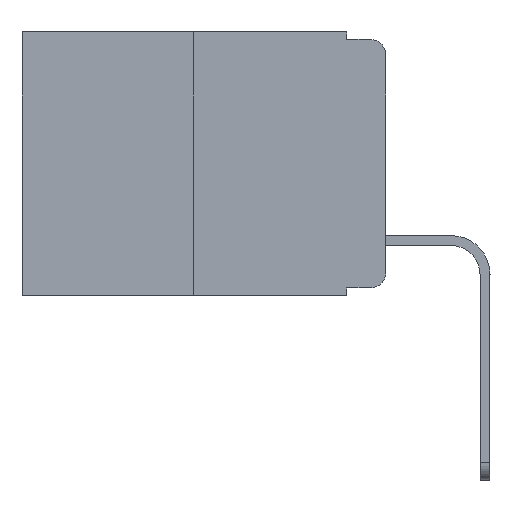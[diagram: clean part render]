
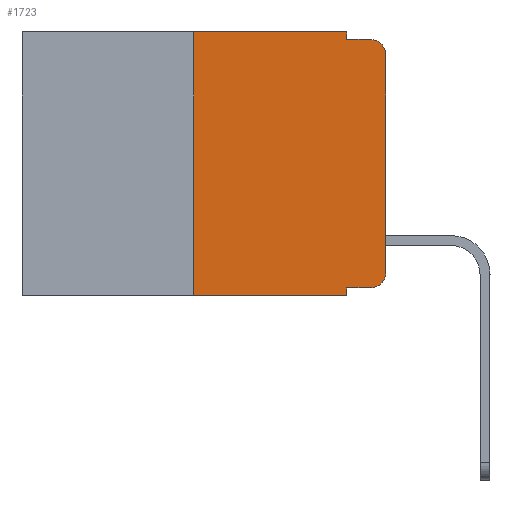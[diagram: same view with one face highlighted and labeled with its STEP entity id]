
A CAD part, left-side view. The second image highlights one B-rep face of the part: STEP entity #1723.
In plain terms, the highlighted planar face has unit normal (-1, 0, 0).
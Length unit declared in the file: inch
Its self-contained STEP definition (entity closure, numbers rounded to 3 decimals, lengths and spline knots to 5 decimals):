
#375 = VERTEX_POINT ( 'NONE', #14429 ) ;
#502 = VECTOR ( 'NONE', #6612, 39.37008 ) ;
#508 = CARTESIAN_POINT ( 'NONE',  ( 0., 0.051, -0.333 ) ) ;
#528 = EDGE_CURVE ( 'NONE', #2217, #3156, #11009, .T. ) ;
#1372 = LINE ( 'NONE', #12277, #502 ) ;
#1723 = ADVANCED_FACE ( 'NONE', ( #7912 ), #6202, .F. ) ;
#2055 = EDGE_CURVE ( 'NONE', #11031, #8486, #13950, .T. ) ;
#2217 = VERTEX_POINT ( 'NONE', #4344 ) ;
#2282 = DIRECTION ( 'NONE',  ( 0., -1., 0. ) ) ;
#2607 = CARTESIAN_POINT ( 'NONE',  ( 0., 0.02, -0.313 ) ) ;
#2668 = AXIS2_PLACEMENT_3D ( 'NONE', #16246, #5325, #16425 ) ;
#2716 = DIRECTION ( 'NONE',  ( 0., 0., -1. ) ) ;
#2742 = DIRECTION ( 'NONE',  ( 0., 0., 1. ) ) ;
#2780 = DIRECTION ( 'NONE',  ( -1., 0., 0. ) ) ;
#3100 = CARTESIAN_POINT ( 'NONE',  ( 0., 0.051, -0.343 ) ) ;
#3156 = VERTEX_POINT ( 'NONE', #17255 ) ;
#3351 = DIRECTION ( 'NONE',  ( 0., 0., -1. ) ) ;
#3580 = DIRECTION ( 'NONE',  ( 1., 0., 0. ) ) ;
#3652 = VECTOR ( 'NONE', #4346, 39.37008 ) ;
#3692 = VECTOR ( 'NONE', #2282, 39.37008 ) ;
#3954 = VECTOR ( 'NONE', #5284, 39.37008 ) ;
#3989 = VECTOR ( 'NONE', #11741, 39.37008 ) ;
#4344 = CARTESIAN_POINT ( 'NONE',  ( 0., 0.051, -0.01 ) ) ;
#4346 = DIRECTION ( 'NONE',  ( 0., -1., 0. ) ) ;
#4638 = VECTOR ( 'NONE', #6089, 39.37008 ) ;
#4865 = ORIENTED_EDGE ( 'NONE', *, *, #5947, .T. ) ;
#4920 = LINE ( 'NONE', #508, #3652 ) ;
#5184 = CARTESIAN_POINT ( 'NONE',  ( 0., 0., 0. ) ) ;
#5259 = CARTESIAN_POINT ( 'NONE',  ( 0., 0., -0.313 ) ) ;
#5284 = DIRECTION ( 'NONE',  ( 0., 0., 1. ) ) ;
#5325 = DIRECTION ( 'NONE',  ( -1., 0., 0. ) ) ;
#5804 = VECTOR ( 'NONE', #13634, 39.37008 ) ;
#5947 = EDGE_CURVE ( 'NONE', #17182, #15063, #7740, .T. ) ;
#6089 = DIRECTION ( 'NONE',  ( 0., -1., 0. ) ) ;
#6202 = PLANE ( 'NONE',  #12662 ) ;
#6240 = CARTESIAN_POINT ( 'NONE',  ( 0., 0.051, -0.01 ) ) ;
#6507 = VERTEX_POINT ( 'NONE', #13444 ) ;
#6612 = DIRECTION ( 'NONE',  ( 0., 0., -1. ) ) ;
#6904 = EDGE_LOOP ( 'NONE', ( #12575, #13506, #10500, #13793, #9093, #10603, #4865, #8814, #7571, #12937 ) ) ;
#7372 = CARTESIAN_POINT ( 'NONE',  ( 0., 0.051, 0. ) ) ;
#7571 = ORIENTED_EDGE ( 'NONE', *, *, #12821, .T. ) ;
#7623 = LINE ( 'NONE', #5184, #3954 ) ;
#7740 = LINE ( 'NONE', #7964, #5804 ) ;
#7763 = LINE ( 'NONE', #15074, #14228 ) ;
#7912 = FACE_OUTER_BOUND ( 'NONE', #6904, .T. ) ;
#7964 = CARTESIAN_POINT ( 'NONE',  ( 0., 0.473, -0.343 ) ) ;
#8018 = VERTEX_POINT ( 'NONE', #15099 ) ;
#8486 = VERTEX_POINT ( 'NONE', #5259 ) ;
#8814 = ORIENTED_EDGE ( 'NONE', *, *, #15371, .F. ) ;
#9093 = ORIENTED_EDGE ( 'NONE', *, *, #15168, .F. ) ;
#9171 = LINE ( 'NONE', #11789, #3989 ) ;
#10500 = ORIENTED_EDGE ( 'NONE', *, *, #528, .F. ) ;
#10603 = ORIENTED_EDGE ( 'NONE', *, *, #11952, .F. ) ;
#11009 = LINE ( 'NONE', #6240, #3692 ) ;
#11031 = VERTEX_POINT ( 'NONE', #15345 ) ;
#11559 = CARTESIAN_POINT ( 'NONE',  ( 0., 0.473, 0. ) ) ;
#11741 = DIRECTION ( 'NONE',  ( 0., 0., -1. ) ) ;
#11766 = LINE ( 'NONE', #11559, #4638 ) ;
#11789 = CARTESIAN_POINT ( 'NONE',  ( 0., 0.051, 0. ) ) ;
#11805 = CARTESIAN_POINT ( 'NONE',  ( 0., 0.473, 0. ) ) ;
#11952 = EDGE_CURVE ( 'NONE', #17182, #8018, #7763, .T. ) ;
#12277 = CARTESIAN_POINT ( 'NONE',  ( 0., 0.051, 0. ) ) ;
#12575 = ORIENTED_EDGE ( 'NONE', *, *, #16688, .T. ) ;
#12662 = AXIS2_PLACEMENT_3D ( 'NONE', #11805, #3580, #3351 ) ;
#12821 = EDGE_CURVE ( 'NONE', #6507, #11031, #4920, .T. ) ;
#12937 = ORIENTED_EDGE ( 'NONE', *, *, #2055, .T. ) ;
#13377 = CARTESIAN_POINT ( 'NONE',  ( 0., 0.25, -0.343 ) ) ;
#13444 = CARTESIAN_POINT ( 'NONE',  ( 0., 0.051, -0.333 ) ) ;
#13506 = ORIENTED_EDGE ( 'NONE', *, *, #17314, .T. ) ;
#13634 = DIRECTION ( 'NONE',  ( 0., -1., 0. ) ) ;
#13793 = ORIENTED_EDGE ( 'NONE', *, *, #17253, .F. ) ;
#13950 = CIRCLE ( 'NONE', #15390, 0.02 ) ;
#14058 = CIRCLE ( 'NONE', #2668, 0.02 ) ;
#14228 = VECTOR ( 'NONE', #2742, 39.37008 ) ;
#14429 = CARTESIAN_POINT ( 'NONE',  ( 0., 0., -0.03 ) ) ;
#15063 = VERTEX_POINT ( 'NONE', #3100 ) ;
#15074 = CARTESIAN_POINT ( 'NONE',  ( 0., 0.25, 0. ) ) ;
#15099 = CARTESIAN_POINT ( 'NONE',  ( 0., 0.25, 0. ) ) ;
#15168 = EDGE_CURVE ( 'NONE', #8018, #16220, #11766, .T. ) ;
#15345 = CARTESIAN_POINT ( 'NONE',  ( 0., 0.02, -0.333 ) ) ;
#15371 = EDGE_CURVE ( 'NONE', #6507, #15063, #9171, .T. ) ;
#15390 = AXIS2_PLACEMENT_3D ( 'NONE', #2607, #2780, #2716 ) ;
#16220 = VERTEX_POINT ( 'NONE', #7372 ) ;
#16246 = CARTESIAN_POINT ( 'NONE',  ( 0., 0.02, -0.03 ) ) ;
#16425 = DIRECTION ( 'NONE',  ( 0., 0., -1. ) ) ;
#16688 = EDGE_CURVE ( 'NONE', #8486, #375, #7623, .T. ) ;
#17182 = VERTEX_POINT ( 'NONE', #13377 ) ;
#17253 = EDGE_CURVE ( 'NONE', #16220, #2217, #1372, .T. ) ;
#17255 = CARTESIAN_POINT ( 'NONE',  ( 0., 0.02, -0.01 ) ) ;
#17314 = EDGE_CURVE ( 'NONE', #375, #3156, #14058, .T. ) ;
